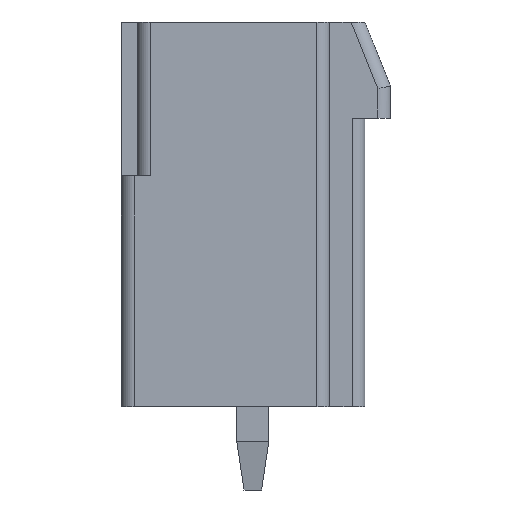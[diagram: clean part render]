
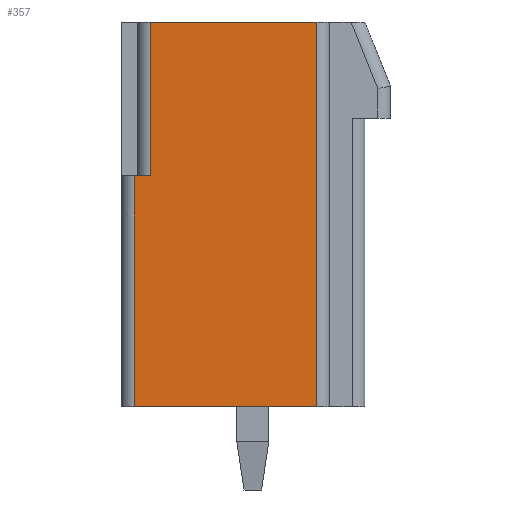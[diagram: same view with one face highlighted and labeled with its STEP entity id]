
A CAD part, left-side view. The second image highlights one B-rep face of the part: STEP entity #357.
In plain terms, the highlighted planar face has unit normal (-1, 0, 0).
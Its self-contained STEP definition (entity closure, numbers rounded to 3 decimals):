
#357 = ADVANCED_FACE( '', ( #774 ), #775, .T. );
#774 = FACE_OUTER_BOUND( '', #1281, .T. );
#775 = PLANE( '', #1282 );
#1281 = EDGE_LOOP( '', ( #2048, #2049, #2050, #2051, #2052, #2053 ) );
#1282 = AXIS2_PLACEMENT_3D( '', #2054, #2055, #2056 );
#2048 = ORIENTED_EDGE( '', *, *, #3274, .T. );
#2049 = ORIENTED_EDGE( '', *, *, #3138, .T. );
#2050 = ORIENTED_EDGE( '', *, *, #3275, .F. );
#2051 = ORIENTED_EDGE( '', *, *, #3276, .T. );
#2052 = ORIENTED_EDGE( '', *, *, #3277, .T. );
#2053 = ORIENTED_EDGE( '', *, *, #3278, .T. );
#2054 = CARTESIAN_POINT( '', ( -3.68, 0., 0. ) );
#2055 = DIRECTION( '', ( -1., 0., 0. ) );
#2056 = DIRECTION( '', ( 0., 0., 1. ) );
#3138 = EDGE_CURVE( '', #3771, #3775, #3777, .T. );
#3274 = EDGE_CURVE( '', #3997, #3771, #3998, .T. );
#3275 = EDGE_CURVE( '', #3999, #3775, #4000, .T. );
#3276 = EDGE_CURVE( '', #3999, #4001, #4002, .T. );
#3277 = EDGE_CURVE( '', #4001, #4003, #4004, .T. );
#3278 = EDGE_CURVE( '', #4003, #3997, #4005, .T. );
#3771 = VERTEX_POINT( '', #4664 );
#3775 = VERTEX_POINT( '', #4669 );
#3777 = LINE( '', #4671, #4672 );
#3997 = VERTEX_POINT( '', #4971 );
#3998 = LINE( '', #4972, #4973 );
#3999 = VERTEX_POINT( '', #4974 );
#4000 = LINE( '', #4975, #4976 );
#4001 = VERTEX_POINT( '', #4977 );
#4002 = LINE( '', #4978, #4979 );
#4003 = VERTEX_POINT( '', #4980 );
#4004 = LINE( '', #4981, #4982 );
#4005 = LINE( '', #4983, #4984 );
#4664 = CARTESIAN_POINT( '', ( -3.68, 7.5, 12. ) );
#4669 = CARTESIAN_POINT( '', ( -3.68, 7.5, 7.2 ) );
#4671 = CARTESIAN_POINT( '', ( -3.68, 7.5, 0. ) );
#4672 = VECTOR( '', #5662, 1000. );
#4971 = CARTESIAN_POINT( '', ( -3.68, 2.3, 12. ) );
#4972 = CARTESIAN_POINT( '', ( -3.68, 1.9, 12. ) );
#4973 = VECTOR( '', #5823, 1000. );
#4974 = CARTESIAN_POINT( '', ( -3.68, 8., 7.2 ) );
#4975 = CARTESIAN_POINT( '', ( -3.68, 8.4, 7.2 ) );
#4976 = VECTOR( '', #5824, 1000. );
#4977 = CARTESIAN_POINT( '', ( -3.68, 8., 0. ) );
#4978 = CARTESIAN_POINT( '', ( -3.68, 8., 0. ) );
#4979 = VECTOR( '', #5825, 1000. );
#4980 = CARTESIAN_POINT( '', ( -3.68, 2.3, 0. ) );
#4981 = CARTESIAN_POINT( '', ( -3.68, 7.9, 0. ) );
#4982 = VECTOR( '', #5826, 1000. );
#4983 = CARTESIAN_POINT( '', ( -3.68, 2.3, 12. ) );
#4984 = VECTOR( '', #5827, 1000. );
#5662 = DIRECTION( '', ( 0., 0., -1. ) );
#5823 = DIRECTION( '', ( 0., 1., 0. ) );
#5824 = DIRECTION( '', ( 0., -1., 0. ) );
#5825 = DIRECTION( '', ( 0., 0., -1. ) );
#5826 = DIRECTION( '', ( 0., -1., 0. ) );
#5827 = DIRECTION( '', ( 0., 0., 1. ) );
